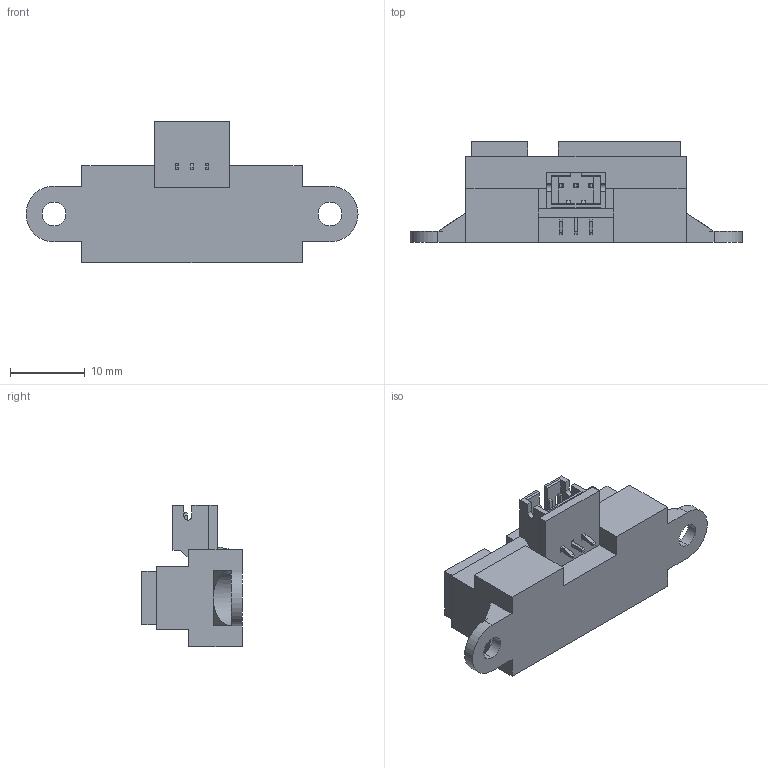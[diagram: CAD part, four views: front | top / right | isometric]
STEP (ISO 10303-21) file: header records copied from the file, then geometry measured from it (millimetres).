
FILE_DESCRIPTION (( 'STEP AP214' ), '1' );
FILE_NAME ('GP2Y0A21YK0F.STEP', '2024-01-03T06:08:16', ( '' ), ( '' ), 'SwSTEP 2.0', 'SolidWorks 2021', '' );
FILE_SCHEMA (( 'AUTOMOTIVE_DESIGN' ));
Length unit declared in the file: millimetre
Products named in the file (1): GP2Y0A21YK0F
Bounding box: 44.5 x 13.5 x 18.9 mm (x, y, z)
Volume: 4106.4 mm3; surface area: 2999.3 mm2
Topology: 8 solids, 8 shells, 210 faces, 559 edges, 360 vertices
Faces by surface type: plane 188, cylinder 14, torus 4, cone 4
Entity records: 6534 total; most frequent: CARTESIAN_POINT 1162, ORIENTED_EDGE 1118, DIRECTION 1019, EDGE_CURVE 559, VECTOR 505, LINE 505, VERTEX_POINT 360, AXIS2_PLACEMENT_3D 257
